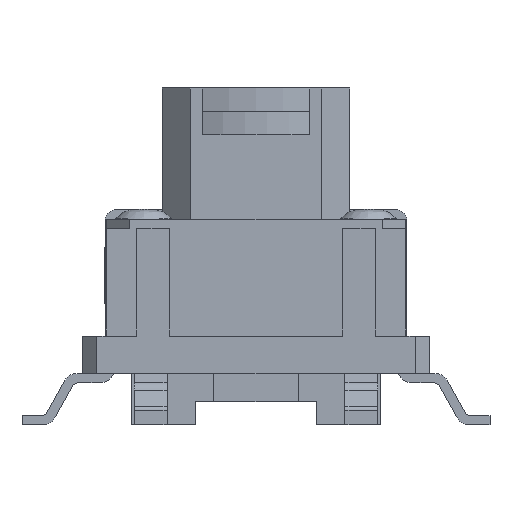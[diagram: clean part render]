
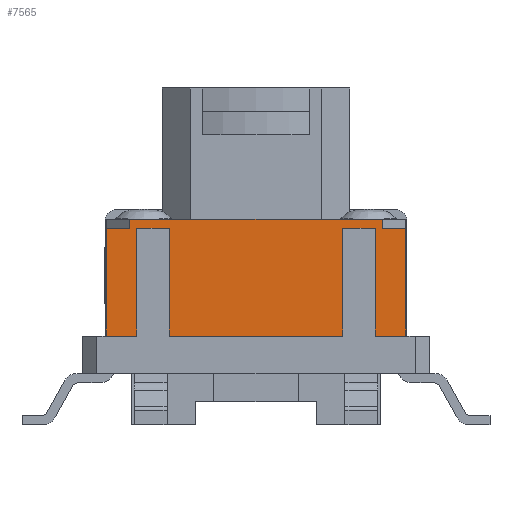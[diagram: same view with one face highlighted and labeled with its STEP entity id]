
A CAD part, front view. The second image highlights one B-rep face of the part: STEP entity #7565.
In plain terms, the highlighted planar face has unit normal (0, -1, 0).
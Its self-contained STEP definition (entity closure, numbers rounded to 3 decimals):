
#2220=CARTESIAN_POINT('',(-2.7,-3.2,3.3));
#2221=VERTEX_POINT('',#2220);
#2228=CARTESIAN_POINT('',(2.7,-3.2,3.3));
#2229=VERTEX_POINT('',#2228);
#2230=CARTESIAN_POINT('',(2.7,-3.2,3.3));
#2231=DIRECTION('',(-1.0,0.0,0.0));
#2232=VECTOR('',#2231,5.4);
#2233=LINE('',#2230,#2232);
#2234=EDGE_CURVE('',#2229,#2221,#2233,.T.);
#2968=CARTESIAN_POINT('',(-2.7,-3.2,3.1));
#2969=VERTEX_POINT('',#2968);
#2976=CARTESIAN_POINT('',(-2.7,-3.2,3.1));
#2977=DIRECTION('',(0.0,0.0,1.0));
#2978=VECTOR('',#2977,0.2);
#2979=LINE('',#2976,#2978);
#2980=EDGE_CURVE('',#2969,#2221,#2979,.T.);
#2991=CARTESIAN_POINT('',(2.7,-3.2,3.1));
#2992=VERTEX_POINT('',#2991);
#2993=CARTESIAN_POINT('',(2.7,-3.2,3.3));
#2994=DIRECTION('',(0.0,0.0,-1.0));
#2995=VECTOR('',#2994,0.2);
#2996=LINE('',#2993,#2995);
#2997=EDGE_CURVE('',#2229,#2992,#2996,.T.);
#3508=CARTESIAN_POINT('',(3.2,-3.2,3.1));
#3509=VERTEX_POINT('',#3508);
#3510=CARTESIAN_POINT('',(3.2,-3.2,3.1));
#3511=DIRECTION('',(-1.0,0.0,0.0));
#3512=VECTOR('',#3511,0.5);
#3513=LINE('',#3510,#3512);
#3514=EDGE_CURVE('',#3509,#2992,#3513,.T.);
#3530=CARTESIAN_POINT('',(2.55,-3.2,3.1));
#3531=VERTEX_POINT('',#3530);
#3532=CARTESIAN_POINT('',(1.85,-3.2,3.1));
#3533=VERTEX_POINT('',#3532);
#3534=CARTESIAN_POINT('',(2.55,-3.2,3.1));
#3535=DIRECTION('',(-1.0,0.0,0.0));
#3536=VECTOR('',#3535,0.7);
#3537=LINE('',#3534,#3536);
#3538=EDGE_CURVE('',#3531,#3533,#3537,.T.);
#3570=CARTESIAN_POINT('',(-1.85,-3.2,3.1));
#3571=VERTEX_POINT('',#3570);
#3572=CARTESIAN_POINT('',(-2.55,-3.2,3.1));
#3573=VERTEX_POINT('',#3572);
#3574=CARTESIAN_POINT('',(-1.85,-3.2,3.1));
#3575=DIRECTION('',(-1.0,0.0,0.0));
#3576=VECTOR('',#3575,0.7);
#3577=LINE('',#3574,#3576);
#3578=EDGE_CURVE('',#3571,#3573,#3577,.T.);
#3611=CARTESIAN_POINT('',(-3.2,-3.2,3.1));
#3612=VERTEX_POINT('',#3611);
#3619=CARTESIAN_POINT('',(-2.7,-3.2,3.1));
#3620=DIRECTION('',(-1.0,0.0,0.0));
#3621=VECTOR('',#3620,0.5);
#3622=LINE('',#3619,#3621);
#3623=EDGE_CURVE('',#2969,#3612,#3622,.T.);
#7120=CARTESIAN_POINT('',(3.2,-3.2,0.8));
#7121=VERTEX_POINT('',#7120);
#7128=CARTESIAN_POINT('',(2.55,-3.2,0.8));
#7129=VERTEX_POINT('',#7128);
#7130=CARTESIAN_POINT('',(3.2,-3.2,0.8));
#7131=DIRECTION('',(-1.0,0.0,0.0));
#7132=VECTOR('',#7131,0.65);
#7133=LINE('',#7130,#7132);
#7134=EDGE_CURVE('',#7121,#7129,#7133,.T.);
#7488=CARTESIAN_POINT('',(3.2,-3.2,0.8));
#7489=DIRECTION('',(0.0,0.0,1.0));
#7490=VECTOR('',#7489,2.3);
#7491=LINE('',#7488,#7490);
#7492=EDGE_CURVE('',#7121,#3509,#7491,.T.);
#7499=CARTESIAN_POINT('',(-3.52,-3.2,3.425));
#7500=DIRECTION('',(0.0,-1.0,0.0));
#7501=DIRECTION('',(0.0,0.0,-1.0));
#7502=AXIS2_PLACEMENT_3D('',#7499,#7500,#7501);
#7503=PLANE('',#7502);
#7504=ORIENTED_EDGE('',*,*,#3514,.T.);
#7505=ORIENTED_EDGE('',*,*,#2997,.F.);
#7506=ORIENTED_EDGE('',*,*,#2234,.T.);
#7507=ORIENTED_EDGE('',*,*,#2980,.F.);
#7508=ORIENTED_EDGE('',*,*,#3623,.T.);
#7509=CARTESIAN_POINT('',(-3.2,-3.2,0.8));
#7510=VERTEX_POINT('',#7509);
#7511=CARTESIAN_POINT('',(-3.2,-3.2,0.8));
#7512=DIRECTION('',(0.0,0.0,1.0));
#7513=VECTOR('',#7512,2.3);
#7514=LINE('',#7511,#7513);
#7515=EDGE_CURVE('',#7510,#3612,#7514,.T.);
#7516=ORIENTED_EDGE('',*,*,#7515,.F.);
#7517=CARTESIAN_POINT('',(-2.55,-3.2,0.8));
#7518=VERTEX_POINT('',#7517);
#7519=CARTESIAN_POINT('',(-2.55,-3.2,0.8));
#7520=DIRECTION('',(-1.0,0.0,0.0));
#7521=VECTOR('',#7520,0.65);
#7522=LINE('',#7519,#7521);
#7523=EDGE_CURVE('',#7518,#7510,#7522,.T.);
#7524=ORIENTED_EDGE('',*,*,#7523,.F.);
#7525=CARTESIAN_POINT('',(-2.55,-3.2,0.8));
#7526=DIRECTION('',(0.0,0.0,1.0));
#7527=VECTOR('',#7526,2.3);
#7528=LINE('',#7525,#7527);
#7529=EDGE_CURVE('',#7518,#3573,#7528,.T.);
#7530=ORIENTED_EDGE('',*,*,#7529,.T.);
#7531=ORIENTED_EDGE('',*,*,#3578,.F.);
#7532=CARTESIAN_POINT('',(-1.85,-3.2,0.8));
#7533=VERTEX_POINT('',#7532);
#7534=CARTESIAN_POINT('',(-1.85,-3.2,0.8));
#7535=DIRECTION('',(0.0,0.0,1.0));
#7536=VECTOR('',#7535,2.3);
#7537=LINE('',#7534,#7536);
#7538=EDGE_CURVE('',#7533,#3571,#7537,.T.);
#7539=ORIENTED_EDGE('',*,*,#7538,.F.);
#7540=CARTESIAN_POINT('',(1.85,-3.2,0.8));
#7541=VERTEX_POINT('',#7540);
#7542=CARTESIAN_POINT('',(1.85,-3.2,0.8));
#7543=DIRECTION('',(-1.0,0.0,0.0));
#7544=VECTOR('',#7543,3.7);
#7545=LINE('',#7542,#7544);
#7546=EDGE_CURVE('',#7541,#7533,#7545,.T.);
#7547=ORIENTED_EDGE('',*,*,#7546,.F.);
#7548=CARTESIAN_POINT('',(1.85,-3.2,0.8));
#7549=DIRECTION('',(0.0,0.0,1.0));
#7550=VECTOR('',#7549,2.3);
#7551=LINE('',#7548,#7550);
#7552=EDGE_CURVE('',#7541,#3533,#7551,.T.);
#7553=ORIENTED_EDGE('',*,*,#7552,.T.);
#7554=ORIENTED_EDGE('',*,*,#3538,.F.);
#7555=CARTESIAN_POINT('',(2.55,-3.2,0.8));
#7556=DIRECTION('',(0.0,0.0,1.0));
#7557=VECTOR('',#7556,2.3);
#7558=LINE('',#7555,#7557);
#7559=EDGE_CURVE('',#7129,#3531,#7558,.T.);
#7560=ORIENTED_EDGE('',*,*,#7559,.F.);
#7561=ORIENTED_EDGE('',*,*,#7134,.F.);
#7562=ORIENTED_EDGE('',*,*,#7492,.T.);
#7563=EDGE_LOOP('',(#7504,#7505,#7506,#7507,#7508,#7516,#7524,#7530,#7531,#7539,#7547,#7553,#7554,#7560,#7561,#7562));
#7564=FACE_OUTER_BOUND('',#7563,.T.);
#7565=ADVANCED_FACE('',(#7564),#7503,.T.);
